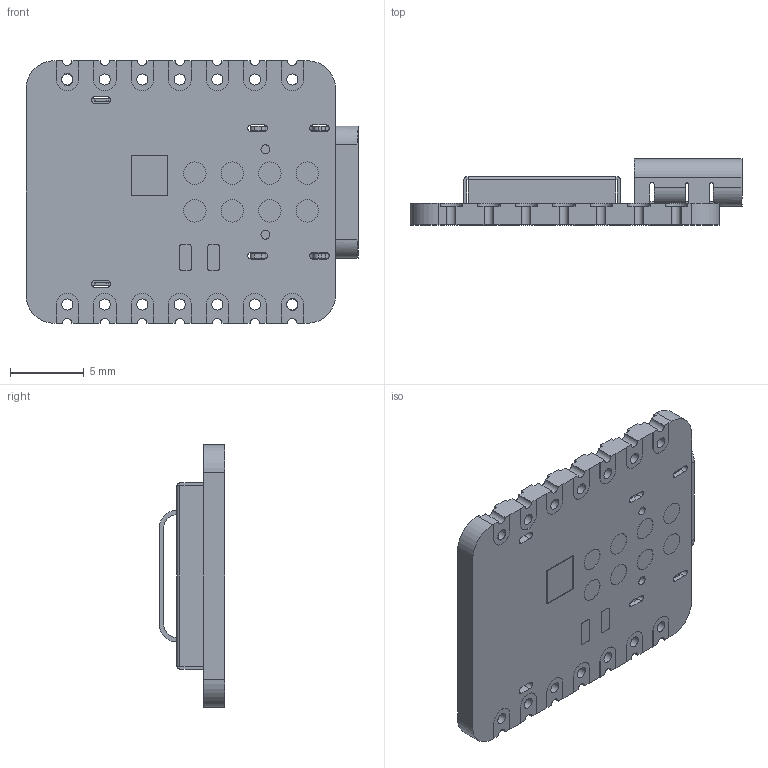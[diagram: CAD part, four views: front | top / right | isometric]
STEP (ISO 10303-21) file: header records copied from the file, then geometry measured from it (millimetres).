
FILE_DESCRIPTION(/* description */ (''),/* implementation_level */ '2;1');
FILE_NAME(/* name */ 'XIAO ESP32S3 3D.stp',/* time_stamp */ '2025-09-19T17:05:21-07:00',/* author */ (''),/* organization */ (''),/* preprocessor_version */ 'ST-DEVELOPER v20',/* originating_system */ 'SIEMENS PLM Software NX2412.6001',/* authorisation */ '');
FILE_SCHEMA (('AUTOMOTIVE_DESIGN { 1 0 10303 214 3 1 1 1 }'));
Length unit declared in the file: millimetre
Products named in the file (1): PCB_objects
Bounding box: 22.48 x 4.46 x 17.78 mm (x, y, z)
Volume: 585.1 mm3; surface area: 1573.9 mm2
Topology: 1 solids, 6 shells, 486 faces, 1356 edges, 888 vertices
Faces by surface type: plane 350, cylinder 132, cone 4
Full cylindrical faces by diameter (mm): 0.6 x2, 0.75 x14, 1.524 x8
Entity records: 18322 total; most frequent: CARTESIAN_POINT 2773, ORIENTED_EDGE 2712, DIRECTION 2606, EDGE_CURVE 1356, LINE 1068, VECTOR 1068, VERTEX_POINT 888, AXIS2_PLACEMENT_3D 769
